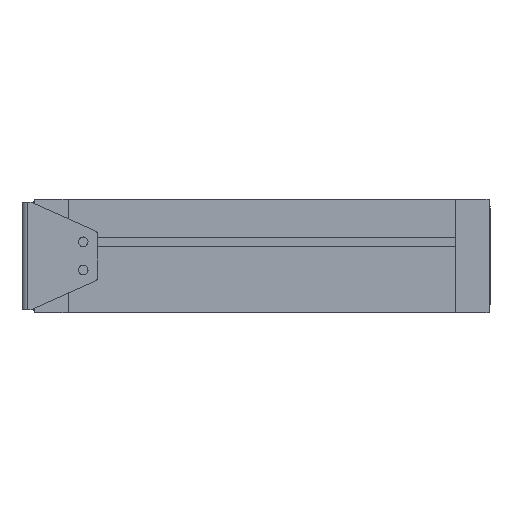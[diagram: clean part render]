
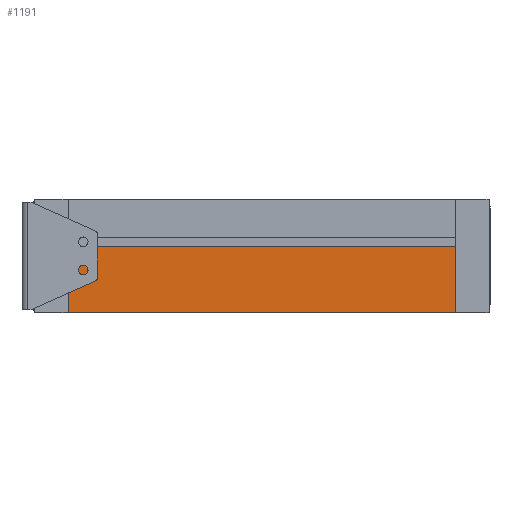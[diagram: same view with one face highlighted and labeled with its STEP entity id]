
A CAD part, top view. The second image highlights one B-rep face of the part: STEP entity #1191.
In plain terms, the highlighted planar face has unit normal (0, 0, 1).
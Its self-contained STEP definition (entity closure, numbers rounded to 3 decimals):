
#94 = AXIS2_PLACEMENT_3D ( 'NONE', #2305, #2630, #1293 ) ;
#294 = ORIENTED_EDGE ( 'NONE', *, *, #1868, .F. ) ;
#365 = EDGE_CURVE ( 'NONE', #2307, #3613, #2092, .T. ) ;
#377 = PLANE ( 'NONE',  #94 ) ;
#673 = DIRECTION ( 'NONE',  ( 0., -1., 0. ) ) ;
#832 = CARTESIAN_POINT ( 'NONE',  ( 548., 15., 0. ) ) ;
#920 = EDGE_LOOP ( 'NONE', ( #1278, #294, #2490, #2845 ) ) ;
#1151 = DIRECTION ( 'NONE',  ( -1., 0., 0. ) ) ;
#1191 = ADVANCED_FACE ( 'NONE', ( #3554 ), #377, .T. ) ;
#1248 = VECTOR ( 'NONE', #1151, 1000. ) ;
#1278 = ORIENTED_EDGE ( 'NONE', *, *, #2263, .T. ) ;
#1293 = DIRECTION ( 'NONE',  ( 1., 0., 0. ) ) ;
#1330 = VERTEX_POINT ( 'NONE', #1463 ) ;
#1388 = LINE ( 'NONE', #3999, #1248 ) ;
#1463 = CARTESIAN_POINT ( 'NONE',  ( 548., -60., 0. ) ) ;
#1668 = CARTESIAN_POINT ( 'NONE',  ( 825., 10., 0. ) ) ;
#1726 = VECTOR ( 'NONE', #673, 1000. ) ;
#1824 = CARTESIAN_POINT ( 'NONE',  ( 137., 10., 0. ) ) ;
#1868 = EDGE_CURVE ( 'NONE', #1330, #3715, #1388, .T. ) ;
#1966 = CARTESIAN_POINT ( 'NONE',  ( 548., 10., 0. ) ) ;
#2092 = LINE ( 'NONE', #1668, #3875 ) ;
#2263 = EDGE_CURVE ( 'NONE', #3613, #3715, #2609, .T. ) ;
#2305 = CARTESIAN_POINT ( 'NONE',  ( 825., 60., 0. ) ) ;
#2307 = VERTEX_POINT ( 'NONE', #1966 ) ;
#2490 = ORIENTED_EDGE ( 'NONE', *, *, #2556, .T. ) ;
#2556 = EDGE_CURVE ( 'NONE', #1330, #2307, #2843, .T. ) ;
#2609 = LINE ( 'NONE', #2628, #1726 ) ;
#2628 = CARTESIAN_POINT ( 'NONE',  ( 137., 0., 0. ) ) ;
#2630 = DIRECTION ( 'NONE',  ( 0., 0., 1. ) ) ;
#2787 = VECTOR ( 'NONE', #3080, 1000. ) ;
#2843 = LINE ( 'NONE', #832, #2787 ) ;
#2845 = ORIENTED_EDGE ( 'NONE', *, *, #365, .T. ) ;
#3080 = DIRECTION ( 'NONE',  ( 0., 1., 0. ) ) ;
#3233 = CARTESIAN_POINT ( 'NONE',  ( 137., -60., 0. ) ) ;
#3316 = DIRECTION ( 'NONE',  ( -1., 0., 0. ) ) ;
#3554 = FACE_OUTER_BOUND ( 'NONE', #920, .T. ) ;
#3613 = VERTEX_POINT ( 'NONE', #1824 ) ;
#3715 = VERTEX_POINT ( 'NONE', #3233 ) ;
#3875 = VECTOR ( 'NONE', #3316, 1000. ) ;
#3999 = CARTESIAN_POINT ( 'NONE',  ( 825., -60., 0. ) ) ;
